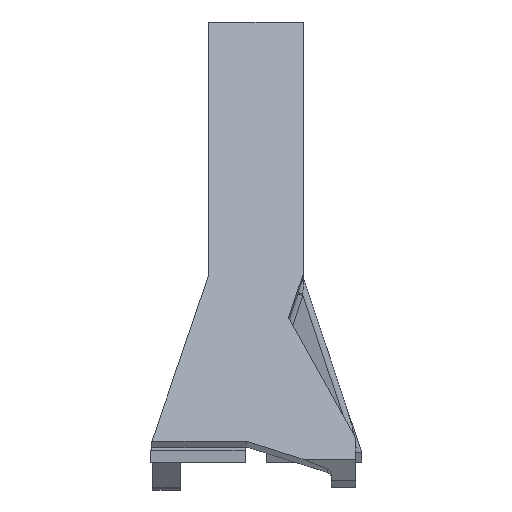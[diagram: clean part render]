
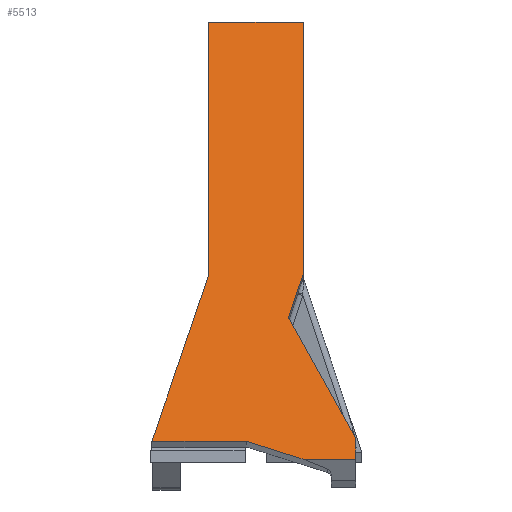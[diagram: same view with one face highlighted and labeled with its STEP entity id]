
A CAD part, front view. The second image highlights one B-rep face of the part: STEP entity #5513.
In plain terms, the highlighted planar face has unit normal (0, -0.96, 0.28).
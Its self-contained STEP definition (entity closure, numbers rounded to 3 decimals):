
#56 = VERTEX_POINT ( 'NONE', #6267 ) ;
#135 = VERTEX_POINT ( 'NONE', #627 ) ;
#169 = DIRECTION ( 'NONE',  ( -0.311, -0.266, -0.912 ) ) ;
#180 = AXIS2_PLACEMENT_3D ( 'NONE', #2792, #4139, #5357 ) ;
#229 = CARTESIAN_POINT ( 'NONE',  ( -19.71, -14.137, 1.667 ) ) ;
#232 = LINE ( 'NONE', #3762, #3771 ) ;
#382 = CARTESIAN_POINT ( 'NONE',  ( 0., -14.137, 1.667 ) ) ;
#426 = EDGE_CURVE ( 'NONE', #3197, #2291, #5214, .T. ) ;
#428 = VECTOR ( 'NONE', #6573, 1000. ) ;
#531 = CARTESIAN_POINT ( 'NONE',  ( 3.907, -7.891, 23.108 ) ) ;
#600 = DIRECTION ( 'NONE',  ( -1., 0., 0. ) ) ;
#627 = CARTESIAN_POINT ( 'NONE',  ( 6.44, -15.039, -1.432 ) ) ;
#642 = EDGE_CURVE ( 'NONE', #7239, #7573, #3550, .T. ) ;
#689 = EDGE_CURVE ( 'NONE', #135, #2291, #6128, .T. ) ;
#712 = VERTEX_POINT ( 'NONE', #7931 ) ;
#797 = EDGE_CURVE ( 'NONE', #5040, #6281, #2062, .T. ) ;
#963 = VECTOR ( 'NONE', #4875, 1000. ) ;
#1030 = CARTESIAN_POINT ( 'NONE',  ( 6.45, 6.999, 74.225 ) ) ;
#1191 = VERTEX_POINT ( 'NONE', #531 ) ;
#1269 = DIRECTION ( 'NONE',  ( 0., -0.28, -0.96 ) ) ;
#1322 = CARTESIAN_POINT ( 'NONE',  ( 15.596, 8.696, 80.05 ) ) ;
#1340 = EDGE_LOOP ( 'NONE', ( #5118, #3586, #2741, #3233, #3729, #7479, #7821, #4535, #4667, #4254 ) ) ;
#1732 = LINE ( 'NONE', #6121, #4688 ) ;
#1798 = CARTESIAN_POINT ( 'NONE',  ( -2.383, -13.26, 4.676 ) ) ;
#1945 = EDGE_CURVE ( 'NONE', #135, #6281, #6835, .T. ) ;
#2062 = LINE ( 'NONE', #1322, #5450 ) ;
#2132 = VECTOR ( 'NONE', #7828, 1000. ) ;
#2291 = VERTEX_POINT ( 'NONE', #3580 ) ;
#2433 = EDGE_CURVE ( 'NONE', #7573, #56, #1732, .T. ) ;
#2441 = CARTESIAN_POINT ( 'NONE',  ( 15.596, -15.039, -1.432 ) ) ;
#2536 = DIRECTION ( 'NONE',  ( 1., 0., 0. ) ) ;
#2741 = ORIENTED_EDGE ( 'NONE', *, *, #4464, .T. ) ;
#2792 = CARTESIAN_POINT ( 'NONE',  ( 0., -13.478, 3.926 ) ) ;
#3197 = VERTEX_POINT ( 'NONE', #229 ) ;
#3233 = ORIENTED_EDGE ( 'NONE', *, *, #642, .T. ) ;
#3305 = DIRECTION ( 'NONE',  ( 0., -0.28, -0.96 ) ) ;
#3550 = LINE ( 'NONE', #4835, #963 ) ;
#3580 = CARTESIAN_POINT ( 'NONE',  ( -3.41, -14.137, 1.667 ) ) ;
#3586 = ORIENTED_EDGE ( 'NONE', *, *, #7784, .T. ) ;
#3630 = CARTESIAN_POINT ( 'NONE',  ( 15.596, -14.016, 2.082 ) ) ;
#3661 = EDGE_CURVE ( 'NONE', #712, #3197, #4384, .T. ) ;
#3729 = ORIENTED_EDGE ( 'NONE', *, *, #2433, .T. ) ;
#3762 = CARTESIAN_POINT ( 'NONE',  ( -9.85, -13.478, 3.926 ) ) ;
#3771 = VECTOR ( 'NONE', #1269, 1000. ) ;
#4032 = FACE_OUTER_BOUND ( 'NONE', #1340, .T. ) ;
#4139 = DIRECTION ( 'NONE',  ( 0., -0.96, 0.28 ) ) ;
#4191 = LINE ( 'NONE', #7774, #428 ) ;
#4254 = ORIENTED_EDGE ( 'NONE', *, *, #1945, .T. ) ;
#4303 = VECTOR ( 'NONE', #169, 1000. ) ;
#4384 = LINE ( 'NONE', #6331, #4303 ) ;
#4464 = EDGE_CURVE ( 'NONE', #1191, #7239, #7266, .T. ) ;
#4535 = ORIENTED_EDGE ( 'NONE', *, *, #426, .T. ) ;
#4612 = EDGE_CURVE ( 'NONE', #56, #712, #232, .T. ) ;
#4667 = ORIENTED_EDGE ( 'NONE', *, *, #689, .F. ) ;
#4688 = VECTOR ( 'NONE', #600, 1000. ) ;
#4835 = CARTESIAN_POINT ( 'NONE',  ( 6.45, -13.478, 3.926 ) ) ;
#4875 = DIRECTION ( 'NONE',  ( 0., 0.28, 0.96 ) ) ;
#5040 = VERTEX_POINT ( 'NONE', #3630 ) ;
#5118 = ORIENTED_EDGE ( 'NONE', *, *, #797, .F. ) ;
#5214 = LINE ( 'NONE', #382, #5565 ) ;
#5357 = DIRECTION ( 'NONE',  ( 0., -0.28, -0.96 ) ) ;
#5364 = DIRECTION ( 'NONE',  ( 1., 0., 0. ) ) ;
#5450 = VECTOR ( 'NONE', #3305, 1000. ) ;
#5513 = ADVANCED_FACE ( 'NONE', ( #4032 ), #7764, .T. ) ;
#5565 = VECTOR ( 'NONE', #5364, 1000. ) ;
#5571 = VECTOR ( 'NONE', #2536, 1000. ) ;
#6121 = CARTESIAN_POINT ( 'NONE',  ( 0., 6.999, 74.225 ) ) ;
#6128 = LINE ( 'NONE', #7241, #7129 ) ;
#6267 = CARTESIAN_POINT ( 'NONE',  ( -9.85, 6.999, 74.225 ) ) ;
#6281 = VERTEX_POINT ( 'NONE', #2441 ) ;
#6331 = CARTESIAN_POINT ( 'NONE',  ( -17.103, -11.911, 9.306 ) ) ;
#6573 = DIRECTION ( 'NONE',  ( -0.471, 0.247, 0.847 ) ) ;
#6729 = DIRECTION ( 'NONE',  ( -0.95, 0.087, 0.299 ) ) ;
#6835 = LINE ( 'NONE', #7473, #5571 ) ;
#7129 = VECTOR ( 'NONE', #6729, 1000. ) ;
#7239 = VERTEX_POINT ( 'NONE', #7449 ) ;
#7241 = CARTESIAN_POINT ( 'NONE',  ( 15.596, -15.878, -4.312 ) ) ;
#7266 = LINE ( 'NONE', #1798, #2132 ) ;
#7449 = CARTESIAN_POINT ( 'NONE',  ( 6.45, -5.72, 30.559 ) ) ;
#7473 = CARTESIAN_POINT ( 'NONE',  ( 15.596, -15.039, -1.432 ) ) ;
#7479 = ORIENTED_EDGE ( 'NONE', *, *, #4612, .T. ) ;
#7573 = VERTEX_POINT ( 'NONE', #1030 ) ;
#7764 = PLANE ( 'NONE',  #180 ) ;
#7774 = CARTESIAN_POINT ( 'NONE',  ( 15.596, -14.016, 2.082 ) ) ;
#7784 = EDGE_CURVE ( 'NONE', #5040, #1191, #4191, .T. ) ;
#7821 = ORIENTED_EDGE ( 'NONE', *, *, #3661, .T. ) ;
#7828 = DIRECTION ( 'NONE',  ( 0.311, 0.266, 0.912 ) ) ;
#7931 = CARTESIAN_POINT ( 'NONE',  ( -9.85, -5.72, 30.559 ) ) ;
